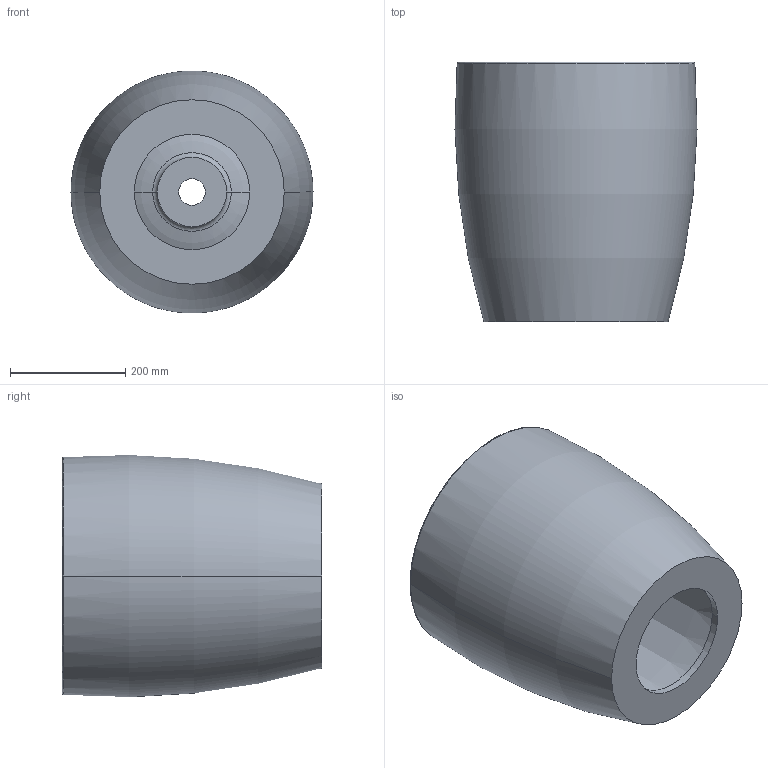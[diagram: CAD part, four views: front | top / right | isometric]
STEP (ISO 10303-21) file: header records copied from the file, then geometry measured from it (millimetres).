
FILE_DESCRIPTION (( 'STEP AP214' ), '1' );
FILE_NAME ('EOSA_DEM_D.STEP', '2018-07-02T07:27:51', ( 'User' ), ( '' ), 'SwSTEP 2.0', 'SolidWorks 2017', '' );
FILE_SCHEMA (( 'AUTOMOTIVE_DESIGN' ));
Length unit declared in the file: millimetre
Products named in the file (2): EOSA_DEM_D
Bounding box: 419.8 x 450 x 419.6 mm (x, y, z)
Volume: 24179597.1 mm3; surface area: 1206299.8 mm2
Topology: 1 solids, 1 shells, 25 faces, 50 edges, 28 vertices
Faces by surface type: torus 12, cylinder 6, cone 4, plane 3
Entity records: 709 total; most frequent: DIRECTION 144, CARTESIAN_POINT 105, ORIENTED_EDGE 100, AXIS2_PLACEMENT_3D 67, EDGE_CURVE 50, CIRCLE 40, VERTEX_POINT 28, EDGE_LOOP 28
